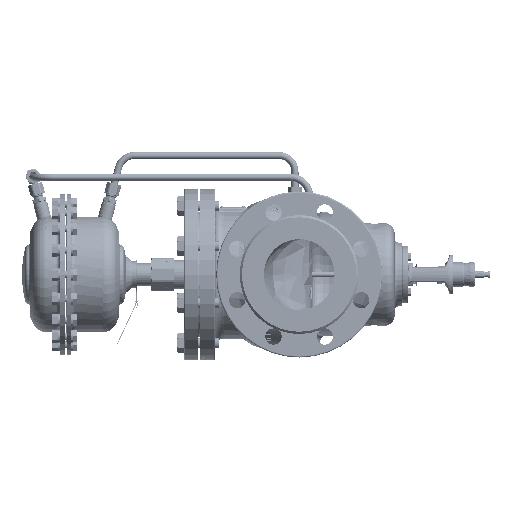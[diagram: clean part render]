
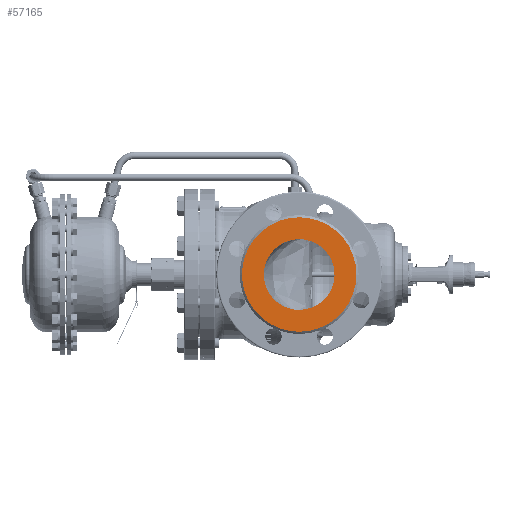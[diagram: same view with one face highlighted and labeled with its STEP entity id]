
A CAD part, left-side view. The second image highlights one B-rep face of the part: STEP entity #57165.
In plain terms, the highlighted planar face has unit normal (-1, 0, 0).
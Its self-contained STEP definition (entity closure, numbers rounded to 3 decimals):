
#67=CARTESIAN_POINT('',(-175.,0.,50.));
#68=CARTESIAN_POINT('',(-175.,1.498,50.));
#69=CARTESIAN_POINT('',(-175.,4.529,49.865));
#70=CARTESIAN_POINT('',(-175.,9.13,49.234));
#71=CARTESIAN_POINT('',(-175.,12.968,48.334));
#72=CARTESIAN_POINT('',(-175.,16.011,47.387));
#73=CARTESIAN_POINT('',(-175.,18.273,46.562));
#74=CARTESIAN_POINT('',(-175.,20.508,45.622));
#75=CARTESIAN_POINT('',(-175.,22.708,44.568));
#76=CARTESIAN_POINT('',(-175.,24.866,43.402));
#77=CARTESIAN_POINT('',(-175.,27.677,41.698));
#78=CARTESIAN_POINT('',(-175.,31.051,39.295));
#79=CARTESIAN_POINT('',(-175.,34.819,36.001));
#80=CARTESIAN_POINT('',(-175.,38.256,32.325));
#81=CARTESIAN_POINT('',(-175.,42.337,26.972));
#82=CARTESIAN_POINT('',(-175.,46.391,19.548));
#83=CARTESIAN_POINT('',(-175.,49.354,9.878));
#84=CARTESIAN_POINT('',(-175.,50.323,0.));
#85=CARTESIAN_POINT('',(-175.,49.354,-9.878));
#86=CARTESIAN_POINT('',(-175.,46.391,-19.548));
#87=CARTESIAN_POINT('',(-175.,42.337,-26.972));
#88=CARTESIAN_POINT('',(-175.,38.256,-32.325));
#89=CARTESIAN_POINT('',(-175.,34.819,-36.001));
#90=CARTESIAN_POINT('',(-175.,31.051,-39.295));
#91=CARTESIAN_POINT('',(-175.,27.677,-41.698));
#92=CARTESIAN_POINT('',(-175.,24.866,-43.402));
#93=CARTESIAN_POINT('',(-175.,22.708,-44.568));
#94=CARTESIAN_POINT('',(-175.,20.508,-45.622));
#95=CARTESIAN_POINT('',(-175.,18.273,-46.562));
#96=CARTESIAN_POINT('',(-175.,16.011,-47.387));
#97=CARTESIAN_POINT('',(-175.,12.968,-48.334));
#98=CARTESIAN_POINT('',(-175.,9.13,-49.234));
#99=CARTESIAN_POINT('',(-175.,4.529,-49.865));
#100=CARTESIAN_POINT('',(-175.,1.498,-50.));
#101=CARTESIAN_POINT('',(-175.,0.,-50.));
#11745=CARTESIAN_POINT('',(-175.,0.,-50.));
#11746=CARTESIAN_POINT('',(-175.,-3.527,-50.));
#11747=CARTESIAN_POINT('',(-175.,-10.444,-49.252));
#11748=CARTESIAN_POINT('',(-175.,-20.098,-46.145));
#11749=CARTESIAN_POINT('',(-175.,-28.72,-41.315));
#11750=CARTESIAN_POINT('',(-175.,-36.126,-35.014));
#11751=CARTESIAN_POINT('',(-175.,-42.127,-27.493));
#11752=CARTESIAN_POINT('',(-175.,-46.583,-18.992));
#11753=CARTESIAN_POINT('',(-175.,-48.895,-11.291));
#11754=CARTESIAN_POINT('',(-175.,-49.839,-4.895));
#11755=CARTESIAN_POINT('',(-175.,-50.08,0.));
#11756=CARTESIAN_POINT('',(-175.,-49.839,4.895));
#11757=CARTESIAN_POINT('',(-175.,-48.895,11.291));
#11758=CARTESIAN_POINT('',(-175.,-46.583,18.992));
#11759=CARTESIAN_POINT('',(-175.,-42.127,27.493));
#11760=CARTESIAN_POINT('',(-175.,-36.126,35.014));
#11761=CARTESIAN_POINT('',(-175.,-28.72,41.315));
#11762=CARTESIAN_POINT('',(-175.,-20.098,46.145));
#11763=CARTESIAN_POINT('',(-175.,-10.444,49.252));
#11764=CARTESIAN_POINT('',(-175.,-3.527,50.));
#11765=CARTESIAN_POINT('',(-175.,0.,50.));
#11961=CARTESIAN_POINT('',(-175.,0.,0.));
#11962=DIRECTION('',(1.,0.,0.));
#11963=DIRECTION('',(0.,1.,0.));
#11964=AXIS2_PLACEMENT_3D('',#11961,#11962,#11963);
#12260=CARTESIAN_POINT('',(-175.,0.,0.));
#12261=DIRECTION('',(-1.,0.,0.));
#12262=DIRECTION('',(0.,1.,0.));
#12263=AXIS2_PLACEMENT_3D('',#12260,#12261,#12262);
#29650=VERTEX_POINT('',#67);
#29651=VERTEX_POINT('',#101);
#29668=CARTESIAN_POINT('',(-175.,81.,0.));
#29670=VERTEX_POINT('',#29668);
#29672=CARTESIAN_POINT('',(-175.,-81.,0.));
#29674=VERTEX_POINT('',#29672);
#57150=CARTESIAN_POINT('',(-175.,0.,0.));
#57151=DIRECTION('',(1.,0.,0.));
#57152=DIRECTION('',(0.,-1.,0.));
#57153=AXIS2_PLACEMENT_3D('',#57150,#57151,#57152);
#57154=PLANE('',#57153);
#57156=ORIENTED_EDGE('',*,*,#57155,.T.);
#57158=ORIENTED_EDGE('',*,*,#57157,.F.);
#57159=EDGE_LOOP('',(#57156,#57158));
#57160=FACE_OUTER_BOUND('',#57159,.F.);
#57161=ORIENTED_EDGE('',*,*,#30762,.T.);
#57162=ORIENTED_EDGE('',*,*,#57106,.T.);
#57163=EDGE_LOOP('',(#57161,#57162));
#57164=FACE_BOUND('',#57163,.F.);
#57165=ADVANCED_FACE('',(#57160,#57164),#57154,.F.);
#102=B_SPLINE_CURVE_WITH_KNOTS('',3,(#67,#68,#69,#70,#71,#72,#73,#74,#75,#76,
#77,#78,#79,#80,#81,#82,#83,#84,#85,#86,#87,#88,#89,#90,#91,#92,#93,#94,#95,#96,
#97,#98,#99,#100,#101),.UNSPECIFIED.,.F.,.F.,(4,1,1,1,1,1,1,1,1,1,1,1,1,1,1,1,1,
1,1,1,1,1,1,1,1,1,1,1,1,1,1,1,4),(0.,0.031,0.063,0.094,0.109,
0.125,0.141,0.156,0.172,0.188,0.219,0.25,0.281,
0.313,0.375,0.438,0.5,0.563,0.625,0.688,0.719,0.75,
0.781,0.813,0.828,0.844,0.859,0.875,0.891,0.906,
0.938,0.969,1.),.UNSPECIFIED.);
#11766=B_SPLINE_CURVE_WITH_KNOTS('',3,(#11745,#11746,#11747,#11748,#11749,
#11750,#11751,#11752,#11753,#11754,#11755,#11756,#11757,#11758,#11759,#11760,
#11761,#11762,#11763,#11764,#11765),.UNSPECIFIED.,.F.,.F.,(4,1,1,1,1,1,1,1,1,1,
1,1,1,1,1,1,1,1,4),(0.,0.063,0.125,0.188,0.25,0.313,0.375,
0.438,0.469,0.5,0.531,0.563,0.625,0.688,0.75,0.813,
0.875,0.938,1.),.UNSPECIFIED.);
#11965=CIRCLE('',#11964,81.);
#12264=CIRCLE('',#12263,81.);
#30762=EDGE_CURVE('',#29650,#29651,#102,.T.);
#57106=EDGE_CURVE('',#29651,#29650,#11766,.T.);
#57155=EDGE_CURVE('',#29670,#29674,#11965,.T.);
#57157=EDGE_CURVE('',#29670,#29674,#12264,.T.);
